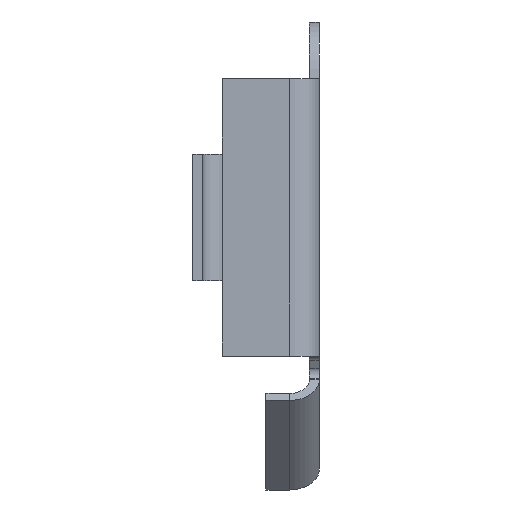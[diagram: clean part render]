
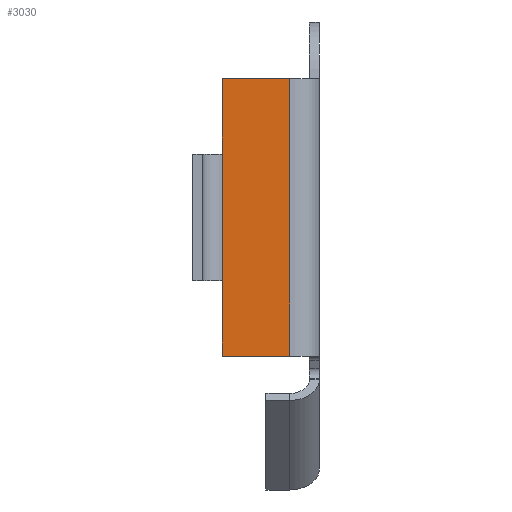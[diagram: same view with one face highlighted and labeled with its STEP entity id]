
A CAD part, front view. The second image highlights one B-rep face of the part: STEP entity #3030.
In plain terms, the highlighted planar face has unit normal (0, -1, 0).
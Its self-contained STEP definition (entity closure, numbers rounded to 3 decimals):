
#478=DIRECTION('',(0.,0.,1.));
#479=VECTOR('',#478,3.2);
#480=CARTESIAN_POINT('',(-2.45,-6.6,1.744));
#481=LINE('',#480,#479);
#485=DIRECTION('',(0.,0.,-1.));
#486=VECTOR('',#485,1.9);
#487=CARTESIAN_POINT('',(-2.45,-6.6,6.843));
#488=LINE('',#487,#486);
#492=DIRECTION('',(-1.,0.,0.));
#493=VECTOR('',#492,1.7);
#494=CARTESIAN_POINT('',(-0.75,-6.6,6.843));
#495=LINE('',#494,#493);
#499=DIRECTION('',(1.,0.,0.));
#500=VECTOR('',#499,1.7);
#501=CARTESIAN_POINT('',(-2.45,-6.6,-0.156));
#502=LINE('',#501,#500);
#506=DIRECTION('',(0.,0.,-1.));
#507=VECTOR('',#506,1.9);
#508=CARTESIAN_POINT('',(-2.45,-6.6,1.744));
#509=LINE('',#508,#507);
#608=DIRECTION('',(0.,0.,-1.));
#609=VECTOR('',#608,7.);
#610=CARTESIAN_POINT('',(-0.75,-6.6,6.843));
#611=LINE('',#610,#609);
#2479=CARTESIAN_POINT('',(-2.45,-6.6,-0.156));
#2481=VERTEX_POINT('',#2479);
#2487=CARTESIAN_POINT('',(-2.45,-6.6,6.843));
#2489=VERTEX_POINT('',#2487);
#2571=CARTESIAN_POINT('',(-0.75,-6.6,6.843));
#2572=VERTEX_POINT('',#2571);
#2573=CARTESIAN_POINT('',(-0.75,-6.6,-0.156));
#2574=VERTEX_POINT('',#2573);
#2655=CARTESIAN_POINT('',(-2.45,-6.6,4.943));
#2656=VERTEX_POINT('',#2655);
#2657=CARTESIAN_POINT('',(-2.45,-6.6,1.744));
#2658=VERTEX_POINT('',#2657);
#3012=CARTESIAN_POINT('',(5.62,-6.6,0.));
#3013=DIRECTION('',(0.,-1.,0.));
#3014=DIRECTION('',(-1.,0.,0.));
#3015=AXIS2_PLACEMENT_3D('',#3012,#3013,#3014);
#3016=PLANE('',#3015);
#3018=ORIENTED_EDGE('',*,*,#3017,.T.);
#3020=ORIENTED_EDGE('',*,*,#3019,.F.);
#3021=ORIENTED_EDGE('',*,*,#3003,.F.);
#3023=ORIENTED_EDGE('',*,*,#3022,.T.);
#3025=ORIENTED_EDGE('',*,*,#3024,.F.);
#3027=ORIENTED_EDGE('',*,*,#3026,.F.);
#3028=EDGE_LOOP('',(#3018,#3020,#3021,#3023,#3025,#3027));
#3029=FACE_OUTER_BOUND('',#3028,.F.);
#3003=EDGE_CURVE('',#2572,#2489,#495,.T.);
#3017=EDGE_CURVE('',#2658,#2656,#481,.T.);
#3019=EDGE_CURVE('',#2489,#2656,#488,.T.);
#3022=EDGE_CURVE('',#2572,#2574,#611,.T.);
#3024=EDGE_CURVE('',#2481,#2574,#502,.T.);
#3026=EDGE_CURVE('',#2658,#2481,#509,.T.);
#3030=ADVANCED_FACE('',(#3029),#3016,.T.);
